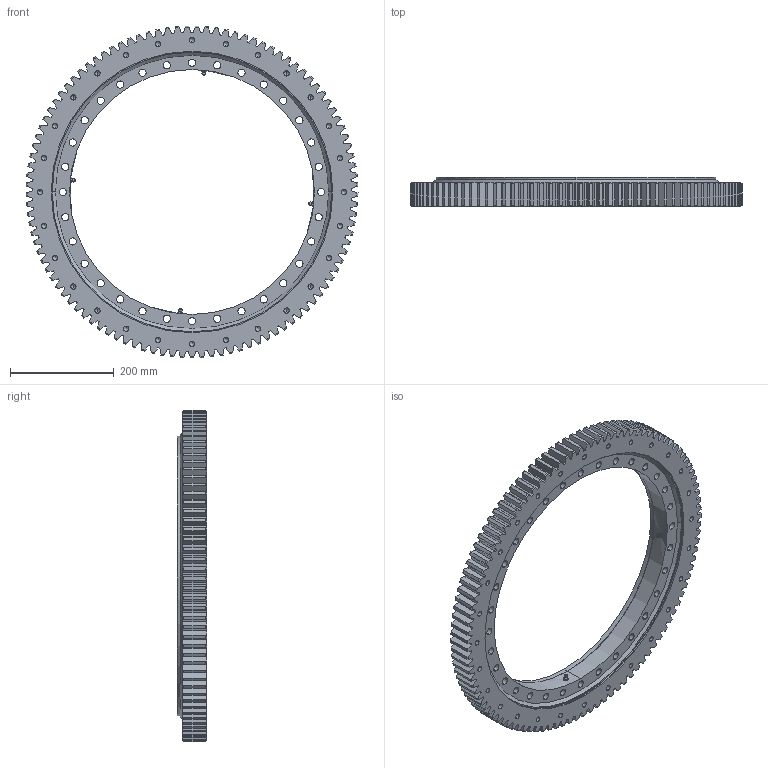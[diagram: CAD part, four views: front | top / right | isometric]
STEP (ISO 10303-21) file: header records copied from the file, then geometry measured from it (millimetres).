
FILE_DESCRIPTION (( 'STEP AP203' ), '1' );
FILE_NAME ('31-0541-01.STEP', '2017-12-28T09:50:40', ( 'defontaine' ), ( 'Hewlett-Packard Company' ), 'SwSTEP 2.0', 'SolidWorks 2016', '' );
FILE_SCHEMA (( 'CONFIG_CONTROL_DESIGN' ));
Length unit declared in the file: millimetre
Products named in the file (1): 31-0541-01
Bounding box: 639.99 x 56 x 639.93 mm (x, y, z)
Volume: 5387156.3 mm3; surface area: 911458.8 mm2
Topology: 9 solids, 9 shells, 964 faces, 2701 edges, 1739 vertices
Faces by surface type: cylinder 365, cone 299, plane 264, torus 26, sphere 10
Entity records: 31965 total; most frequent: CARTESIAN_POINT 7121, ORIENTED_EDGE 5280, DIRECTION 5182, EDGE_CURVE 2640, AXIS2_PLACEMENT_3D 2013, VERTEX_POINT 1736, VECTOR 1156, LINE 1156
